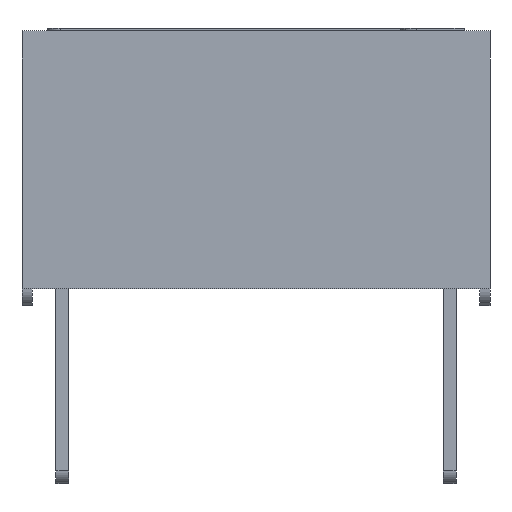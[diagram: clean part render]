
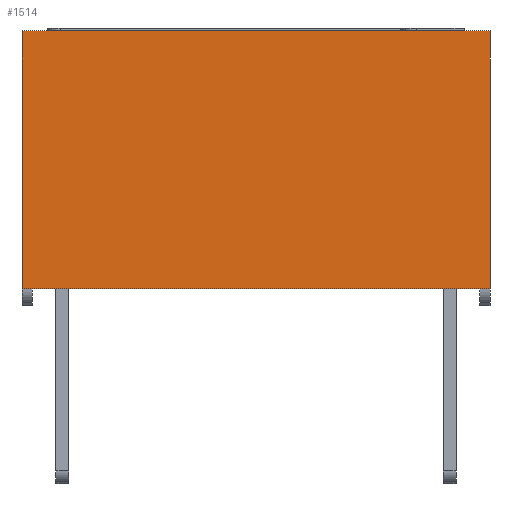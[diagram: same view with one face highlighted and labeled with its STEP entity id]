
A CAD part, front view. The second image highlights one B-rep face of the part: STEP entity #1514.
In plain terms, the highlighted planar face has unit normal (0, -1, 0).
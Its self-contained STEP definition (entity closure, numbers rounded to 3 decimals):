
#127 = VERTEX_POINT('',#128);
#128 = CARTESIAN_POINT('',(4.6,-7.1,5.4));
#134 = EDGE_CURVE('',#135,#127,#137,.T.);
#135 = VERTEX_POINT('',#136);
#136 = CARTESIAN_POINT('',(4.6,-7.1,0.33));
#137 = LINE('',#138,#139);
#138 = CARTESIAN_POINT('',(4.6,-7.1,0.));
#139 = VECTOR('',#140,1.);
#140 = DIRECTION('',(0.,0.,1.));
#184 = EDGE_CURVE('',#127,#185,#187,.T.);
#185 = VERTEX_POINT('',#186);
#186 = CARTESIAN_POINT('',(-4.6,-7.1,5.4));
#187 = LINE('',#188,#189);
#188 = CARTESIAN_POINT('',(4.6,-7.1,5.4));
#189 = VECTOR('',#190,1.);
#190 = DIRECTION('',(-1.,0.,0.));
#1279 = VERTEX_POINT('',#1280);
#1280 = CARTESIAN_POINT('',(-4.6,-7.1,0.33));
#1288 = EDGE_CURVE('',#1279,#185,#1289,.T.);
#1289 = LINE('',#1290,#1291);
#1290 = CARTESIAN_POINT('',(-4.6,-7.1,0.));
#1291 = VECTOR('',#1292,1.);
#1292 = DIRECTION('',(0.,0.,1.));
#1514 = ADVANCED_FACE('',(#1515),#1526,.T.);
#1515 = FACE_BOUND('',#1516,.T.);
#1516 = EDGE_LOOP('',(#1517,#1523,#1524,#1525));
#1517 = ORIENTED_EDGE('',*,*,#1518,.F.);
#1518 = EDGE_CURVE('',#135,#1279,#1519,.T.);
#1519 = LINE('',#1520,#1521);
#1520 = CARTESIAN_POINT('',(4.6,-7.1,0.33));
#1521 = VECTOR('',#1522,1.);
#1522 = DIRECTION('',(-1.,0.,0.));
#1523 = ORIENTED_EDGE('',*,*,#134,.T.);
#1524 = ORIENTED_EDGE('',*,*,#184,.T.);
#1525 = ORIENTED_EDGE('',*,*,#1288,.F.);
#1526 = PLANE('',#1527);
#1527 = AXIS2_PLACEMENT_3D('',#1528,#1529,#1530);
#1528 = CARTESIAN_POINT('',(4.6,-7.1,0.));
#1529 = DIRECTION('',(0.,-1.,0.));
#1530 = DIRECTION('',(-1.,0.,0.));
